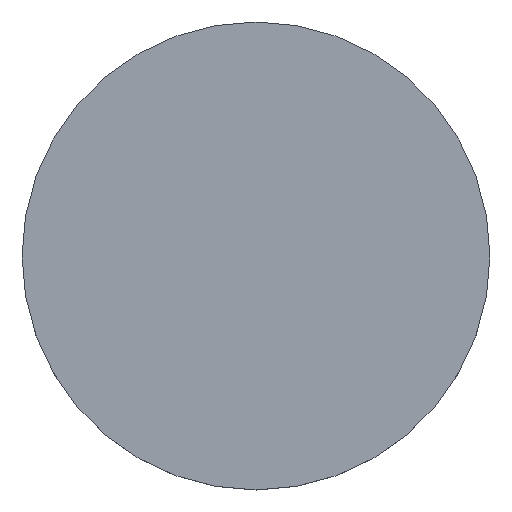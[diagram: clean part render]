
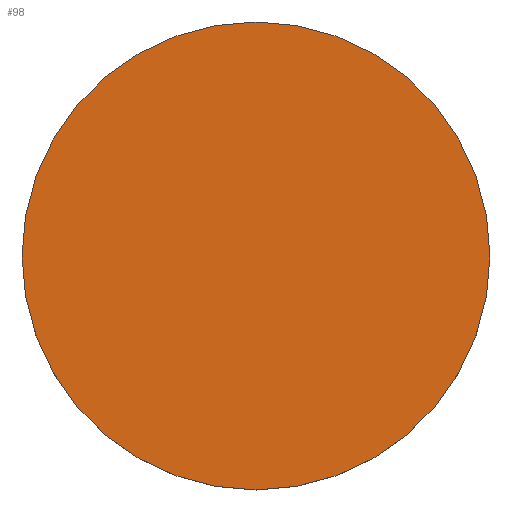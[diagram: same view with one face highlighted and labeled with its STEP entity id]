
A CAD part, top view. The second image highlights one B-rep face of the part: STEP entity #98.
In plain terms, the highlighted planar face has unit normal (0, 0, 1).
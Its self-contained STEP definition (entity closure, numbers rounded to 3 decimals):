
#17 = VERTEX_POINT ( 'NONE', #59 ) ;
#23 = CIRCLE ( 'NONE', #211, 12.7 ) ;
#29 = DIRECTION ( 'NONE',  ( 1., 0., 0. ) ) ;
#45 = EDGE_CURVE ( 'NONE', #215, #17, #90, .T. ) ;
#59 = CARTESIAN_POINT ( 'NONE',  ( 0., -12.7, 6. ) ) ;
#66 = CARTESIAN_POINT ( 'NONE',  ( 0., 0., 6. ) ) ;
#86 = DIRECTION ( 'NONE',  ( 0., -1., 0. ) ) ;
#90 = CIRCLE ( 'NONE', #117, 12.7 ) ;
#95 = EDGE_LOOP ( 'NONE', ( #187, #173 ) ) ;
#98 = ADVANCED_FACE ( 'NONE', ( #208 ), #124, .T. ) ;
#117 = AXIS2_PLACEMENT_3D ( 'NONE', #139, #165, #199 ) ;
#124 = PLANE ( 'NONE',  #152 ) ;
#139 = CARTESIAN_POINT ( 'NONE',  ( 0., 0., 6. ) ) ;
#145 = DIRECTION ( 'NONE',  ( 0., 0., 1. ) ) ;
#152 = AXIS2_PLACEMENT_3D ( 'NONE', #188, #145, #29 ) ;
#165 = DIRECTION ( 'NONE',  ( 0., 0., -1. ) ) ;
#173 = ORIENTED_EDGE ( 'NONE', *, *, #45, .F. ) ;
#175 = EDGE_CURVE ( 'NONE', #17, #215, #23, .T. ) ;
#187 = ORIENTED_EDGE ( 'NONE', *, *, #175, .F. ) ;
#188 = CARTESIAN_POINT ( 'NONE',  ( 0., 26.112, 6. ) ) ;
#189 = CARTESIAN_POINT ( 'NONE',  ( 0., 12.7, 6. ) ) ;
#191 = DIRECTION ( 'NONE',  ( 0., 0., -1. ) ) ;
#199 = DIRECTION ( 'NONE',  ( 0., -1., 0. ) ) ;
#208 = FACE_OUTER_BOUND ( 'NONE', #95, .T. ) ;
#211 = AXIS2_PLACEMENT_3D ( 'NONE', #66, #191, #86 ) ;
#215 = VERTEX_POINT ( 'NONE', #189 ) ;
